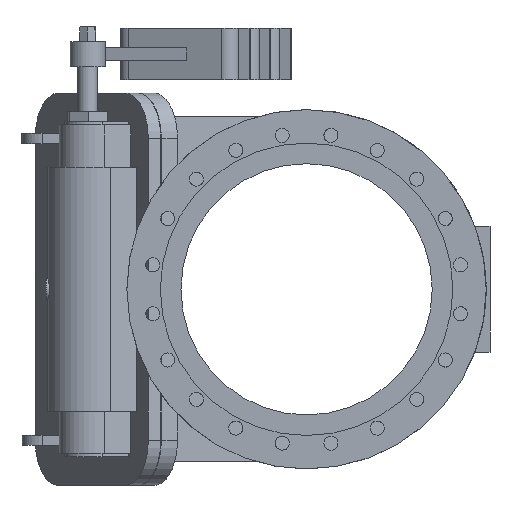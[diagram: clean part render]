
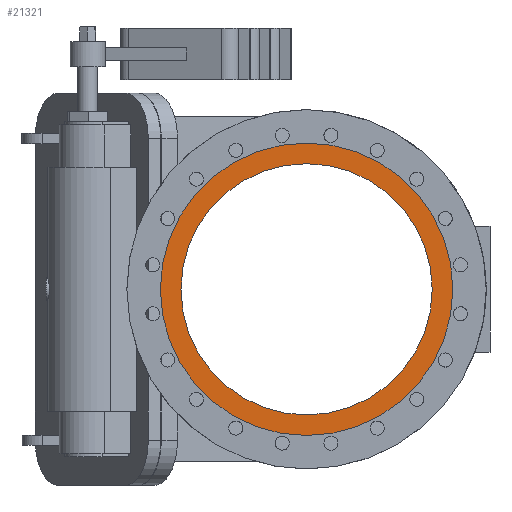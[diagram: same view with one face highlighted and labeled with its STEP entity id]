
A CAD part, left-side view. The second image highlights one B-rep face of the part: STEP entity #21321.
In plain terms, the highlighted planar face has unit normal (-1, 0, 0).
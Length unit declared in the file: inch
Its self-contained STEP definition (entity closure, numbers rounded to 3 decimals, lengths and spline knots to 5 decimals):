
#774 = EDGE_CURVE ( 'NONE', #22255, #22255, #1959, .T. ) ;
#783 = EDGE_CURVE ( 'NONE', #22262, #22262, #1977, .T. ) ;
#1742 = EDGE_LOOP ( 'NONE', ( #2700 ) ) ;
#1749 = EDGE_LOOP ( 'NONE', ( #29316 ) ) ;
#1959 = CIRCLE ( 'NONE', #29596, 11.45669 ) ;
#1977 = CIRCLE ( 'NONE', #29602, 9.84252 ) ;
#2231 = FACE_OUTER_BOUND ( 'NONE', #1749, .T. ) ;
#2236 = FACE_BOUND ( 'NONE', #1742, .T. ) ;
#2700 = ORIENTED_EDGE ( 'NONE', *, *, #783, .F. ) ;
#8994 = AXIS2_PLACEMENT_3D ( 'NONE', #25650, #25659, #25660 ) ;
#21321 = ADVANCED_FACE ( 'NONE', ( #2231, #2236 ), #25654, .F. ) ;
#22071 = CARTESIAN_POINT ( 'NONE',  ( -43.30709, 0., 11.45669 ) ) ;
#22076 = CARTESIAN_POINT ( 'NONE',  ( -43.30709, 0., 9.84252 ) ) ;
#22255 = VERTEX_POINT ( 'NONE', #22071 ) ;
#22262 = VERTEX_POINT ( 'NONE', #22076 ) ;
#25650 = CARTESIAN_POINT ( 'NONE',  ( -43.30709, 0., 0. ) ) ;
#25654 = PLANE ( 'NONE',  #8994 ) ;
#25659 = DIRECTION ( 'NONE',  ( 1., 0., 0. ) ) ;
#25660 = DIRECTION ( 'NONE',  ( 0., 0., -1. ) ) ;
#28746 = CARTESIAN_POINT ( 'NONE',  ( -43.30709, 0., 0. ) ) ;
#28747 = DIRECTION ( 'NONE',  ( -1., 0., 0. ) ) ;
#28748 = DIRECTION ( 'NONE',  ( 0., 0., 1. ) ) ;
#28772 = CARTESIAN_POINT ( 'NONE',  ( -43.30709, 0., 0. ) ) ;
#28773 = DIRECTION ( 'NONE',  ( -1., 0., 0. ) ) ;
#28774 = DIRECTION ( 'NONE',  ( 0., 0., 1. ) ) ;
#29316 = ORIENTED_EDGE ( 'NONE', *, *, #774, .T. ) ;
#29596 = AXIS2_PLACEMENT_3D ( 'NONE', #28746, #28747, #28748 ) ;
#29602 = AXIS2_PLACEMENT_3D ( 'NONE', #28772, #28773, #28774 ) ;
